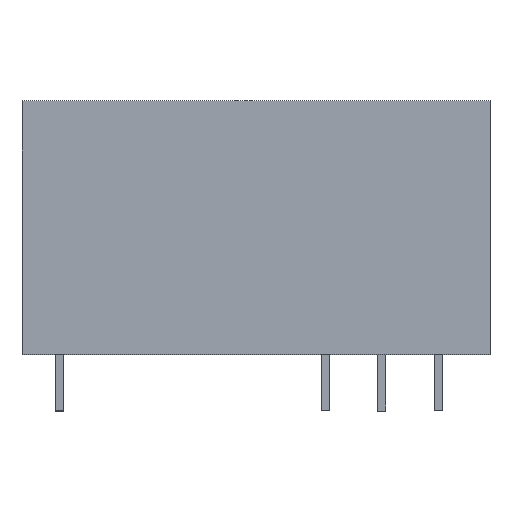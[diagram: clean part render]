
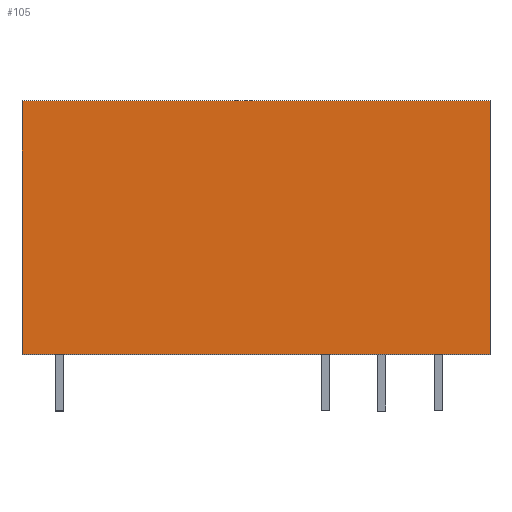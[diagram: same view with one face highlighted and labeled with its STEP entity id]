
A CAD part, top view. The second image highlights one B-rep face of the part: STEP entity #105.
In plain terms, the highlighted planar face has unit normal (0, 0, 1).
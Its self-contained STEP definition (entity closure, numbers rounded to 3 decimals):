
#105=ADVANCED_FACE('',(#209),#210,.T.);
#209=FACE_OUTER_BOUND('',#314,.T.);
#210=PLANE('',#315);
#314=EDGE_LOOP('',(#538,#539,#540,#541));
#315=AXIS2_PLACEMENT_3D('',#542,#543,#544);
#538=ORIENTED_EDGE('',*,*,#691,.T.);
#539=ORIENTED_EDGE('',*,*,#692,.T.);
#540=ORIENTED_EDGE('',*,*,#693,.T.);
#541=ORIENTED_EDGE('',*,*,#694,.T.);
#542=CARTESIAN_POINT('',(0.0,7.85,6.35));
#543=DIRECTION('',(0.0,0.0,1.0));
#544=DIRECTION('',(1.0,0.0,0.0));
#691=EDGE_CURVE('',#834,#835,#836,.T.);
#692=EDGE_CURVE('',#835,#837,#838,.T.);
#693=EDGE_CURVE('',#837,#839,#840,.T.);
#694=EDGE_CURVE('',#839,#834,#841,.T.);
#834=VERTEX_POINT('',#1045);
#835=VERTEX_POINT('',#1046);
#836=LINE('',#1047,#1048);
#837=VERTEX_POINT('',#1049);
#838=LINE('',#1050,#1051);
#839=VERTEX_POINT('',#1052);
#840=LINE('',#1053,#1054);
#841=LINE('',#1055,#1056);
#1045=CARTESIAN_POINT('',(14.5,0.0,6.35));
#1046=CARTESIAN_POINT('',(14.5,15.7,6.35));
#1047=CARTESIAN_POINT('',(14.5,7.85,6.35));
#1048=VECTOR('',#1142,1.0);
#1049=CARTESIAN_POINT('',(-14.5,15.7,6.35));
#1050=CARTESIAN_POINT('',(0.0,15.7,6.35));
#1051=VECTOR('',#1143,1.0);
#1052=CARTESIAN_POINT('',(-14.5,0.0,6.35));
#1053=CARTESIAN_POINT('',(-14.5,7.85,6.35));
#1054=VECTOR('',#1144,1.0);
#1055=CARTESIAN_POINT('',(0.0,0.0,6.35));
#1056=VECTOR('',#1145,1.0);
#1142=DIRECTION('',(0.0,1.0,0.0));
#1143=DIRECTION('',(-1.0,0.0,0.0));
#1144=DIRECTION('',(0.0,-1.0,0.0));
#1145=DIRECTION('',(1.0,0.0,0.0));
